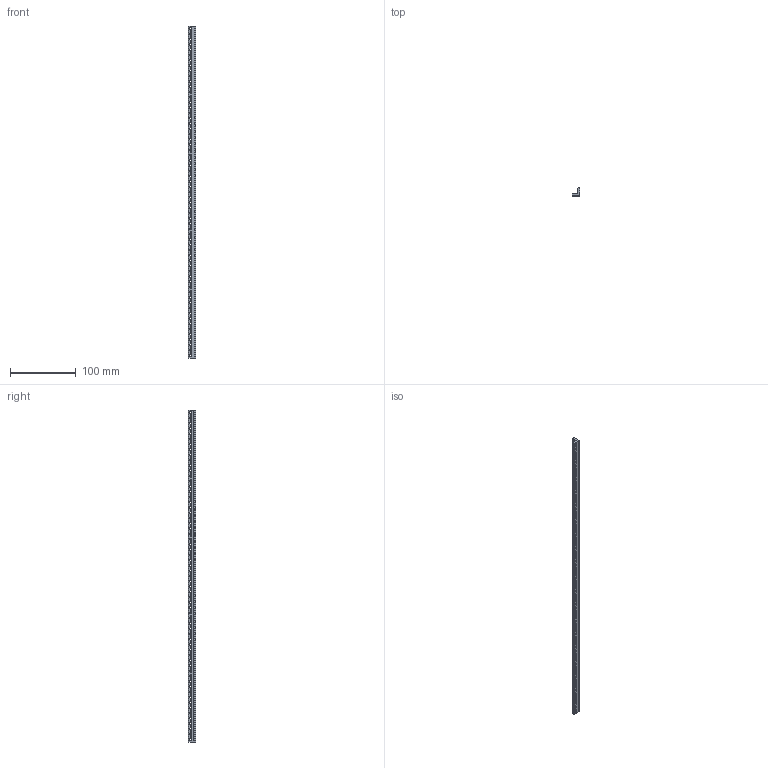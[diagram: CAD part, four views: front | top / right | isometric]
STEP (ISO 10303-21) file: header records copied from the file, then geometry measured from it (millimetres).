
FILE_DESCRIPTION (( 'STEP AP203' ), '1' );
FILE_NAME ('REV-41-1703.STEP', '2019-07-12T00:04:08', ( '' ), ( '' ), 'SwSTEP 2.0', 'SolidWorks 2018', '' );
FILE_SCHEMA (( 'CONFIG_CONTROL_DESIGN' ));
Products named in the file (1): REV-41-1703
Bounding box: 11.5 x 11.5 x 504 mm (x, y, z)
Volume: 26220.2 mm3; surface area: 24132.3 mm2
Topology: 1 solids, 1 shells, 1624 faces, 5496 edges, 3622 vertices
Faces by surface type: cylinder 1095, plane 529
Entity records: 65897 total; most frequent: CARTESIAN_POINT 24351, ORIENTED_EDGE 10992, DIRECTION 6274, EDGE_CURVE 5496, VERTEX_POINT 3622, AXIS2_PLACEMENT_3D 2177, B_SPLINE_CURVE_WITH_KNOTS 2016, LINE 1920
